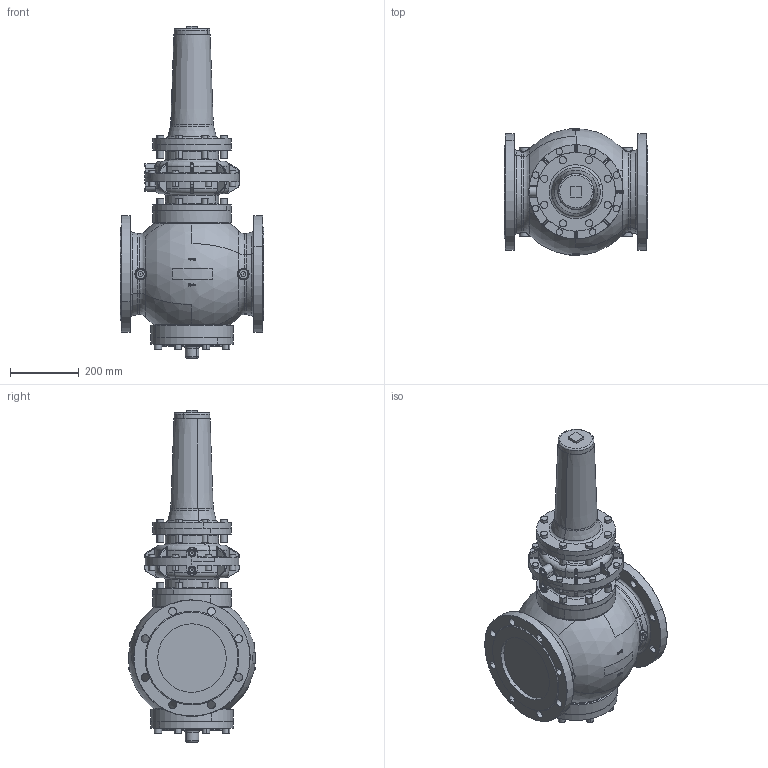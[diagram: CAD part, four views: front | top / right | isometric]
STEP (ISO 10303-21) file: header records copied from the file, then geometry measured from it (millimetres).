
FILE_DESCRIPTION(('CATIA V5 STEP'),'2;1');
FILE_NAME('R 100 - R 100-U DN 200-275.stp','2011-01-25T09:52:23+00:00',('none'),('none'),'CATIA Version 5 Release 19 SP 8 (IN-10)','CATIA V5 STEP AP214','none');
FILE_SCHEMA(('AUTOMOTIVE_DESIGN { 1 0 10303 214 1 1 1 1 }'));
Products named in the file (1): R 100 DN 200-275
Bounding box: 420 x 369.22 x 969 mm (x, y, z)
Volume: 46375228.3 mm3; surface area: 1262330.7 mm2
Topology: 1 solids, 18 shells, 1144 faces, 2771 edges, 1589 vertices
Faces by surface type: cylinder 352, torus 280, plane 186, bspline 139, sphere 127, cone 60
Entity records: 43240 total; most frequent: CARTESIAN_POINT 20711, ORIENTED_EDGE 5278, DIRECTION 3285, EDGE_CURVE 2639, AXIS2_PLACEMENT_3D 2000, VERTEX_POINT 1589, CIRCLE 1240, EDGE_LOOP 1234
